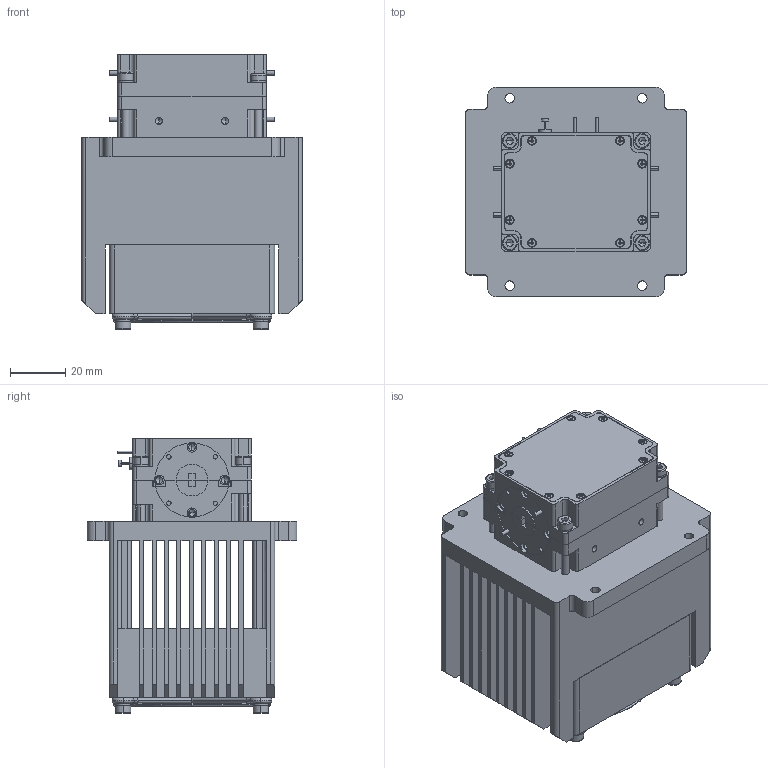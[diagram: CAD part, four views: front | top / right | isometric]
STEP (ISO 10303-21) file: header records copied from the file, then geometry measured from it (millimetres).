
FILE_DESCRIPTION (( 'STEP AP214' ), '1' );
FILE_NAME ('BP-HU-H1.STEP', '2025-02-20T00:31:35', ( '' ), ( '' ), 'SwSTEP 2.0', 'SolidWorks 2021', '' );
FILE_SCHEMA (( 'AUTOMOTIVE_DESIGN' ));
Length unit declared in the file: inch
Products named in the file (1): BP-HU-H1
Bounding box: 80 x 76 x 99.6 mm (x, y, z)
Volume: 228185.5 mm3; surface area: 132633.1 mm2
Topology: 42 solids, 42 shells, 1319 faces, 3387 edges, 2135 vertices
Faces by surface type: plane 620, cylinder 478, cone 137, torus 84
Entity records: 57490 total; most frequent: DIRECTION 7180, CARTESIAN_POINT 7055, ORIENTED_EDGE 6628, EDGE_CURVE 3314, AXIS2_PLACEMENT_3D 2606, VERTEX_POINT 2135, LINE 1968, VECTOR 1968
